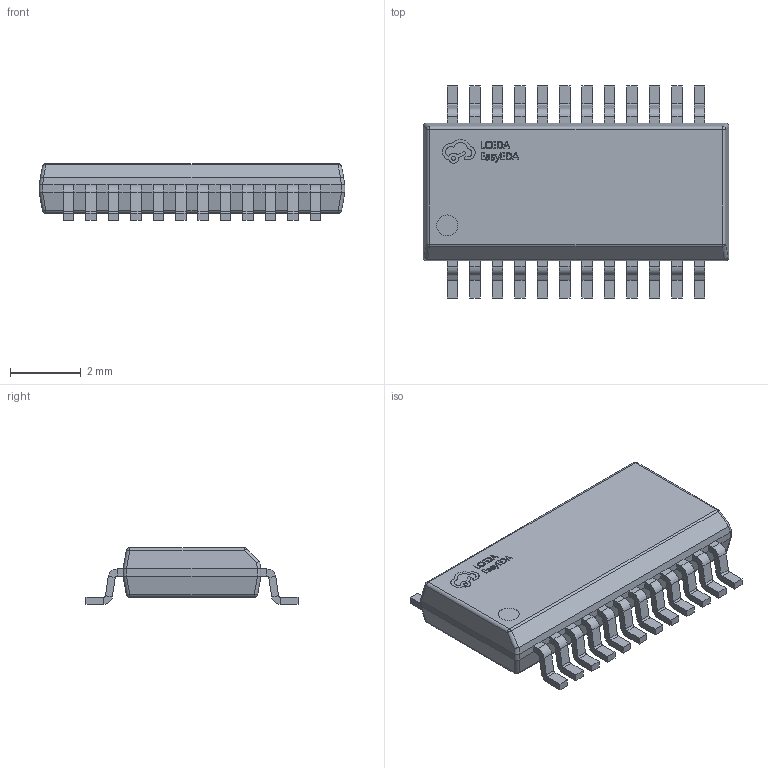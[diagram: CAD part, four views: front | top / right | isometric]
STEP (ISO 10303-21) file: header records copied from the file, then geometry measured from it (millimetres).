
FILE_DESCRIPTION (( 'STEP AP214' ), '1' );
FILE_NAME ('SSOP-24_L8.7-W3.9-P0.64-LS6.0-BL.step', '2022-07-26T10:30:23', ( '' ), ( '' ), 'SwSTEP 2.0', 'SolidWorks 2020', '' );
FILE_SCHEMA (( 'AUTOMOTIVE_DESIGN' ));
Length unit declared in the file: millimetre
Products named in the file (1): SSOP-24_L8.7-W3.9-P0.64-LS6.0-BL
Bounding box: 8.65 x 6 x 1.6 mm (x, y, z)
Volume: 47.4 mm3; surface area: 134.8 mm2
Topology: 14 solids, 14 shells, 866 faces, 1986 edges, 1156 vertices
Faces by surface type: plane 626, cylinder 120, bspline 112, sphere 8
Entity records: 34451 total; most frequent: CARTESIAN_POINT 6197, ORIENTED_EDGE 3972, DIRECTION 3460, EDGE_CURVE 1986, VECTOR 1510, LINE 1510, VERTEX_POINT 1156, AXIS2_PLACEMENT_3D 975
